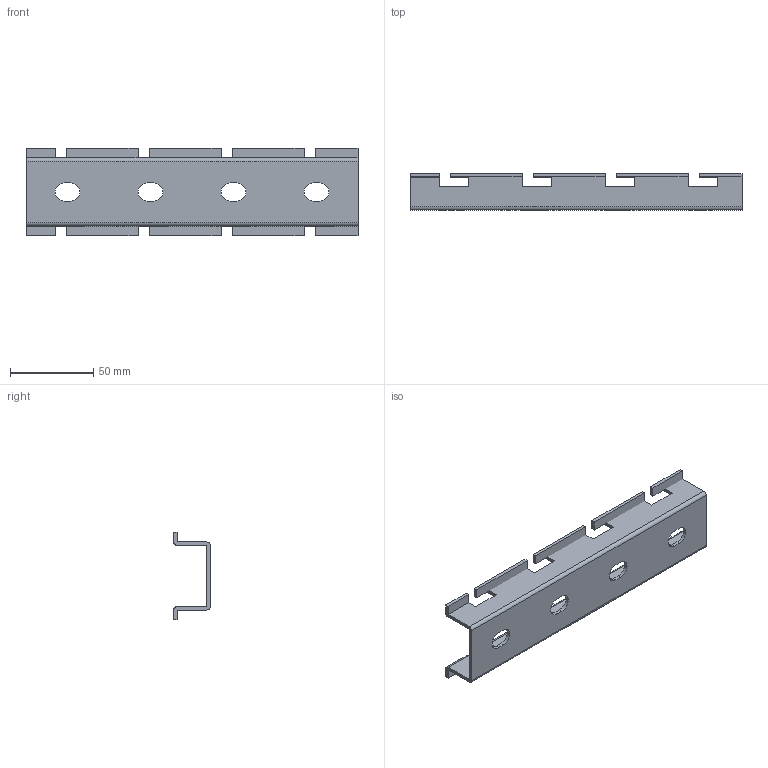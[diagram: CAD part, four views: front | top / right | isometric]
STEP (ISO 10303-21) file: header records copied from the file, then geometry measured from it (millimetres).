
FILE_DESCRIPTION (( 'STEP AP214' ), '1' );
FILE_NAME ('LC-OBR100_3D.step', '2023-05-09T16:29:37', ( '' ), ( '' ), 'SwSTEP 2.0', 'SolidWorks 2022', '' );
FILE_SCHEMA (( 'AUTOMOTIVE_DESIGN' ));
Length unit declared in the file: millimetre
Products named in the file (1): LC-OBR100_3D
Bounding box: 200 x 22 x 53 mm (x, y, z)
Volume: 32609.1 mm3; surface area: 34885 mm2
Topology: 1 solids, 1 shells, 118 faces, 332 edges, 216 vertices
Faces by surface type: plane 86, cylinder 32
Entity records: 3822 total; most frequent: CARTESIAN_POINT 667, ORIENTED_EDGE 664, DIRECTION 634, EDGE_CURVE 332, VECTOR 268, LINE 268, VERTEX_POINT 216, AXIS2_PLACEMENT_3D 183
